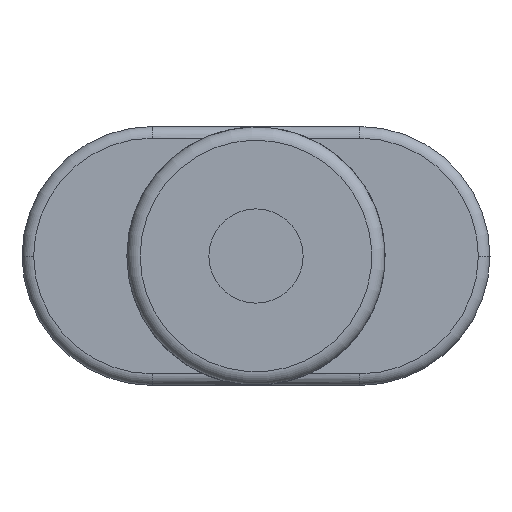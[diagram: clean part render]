
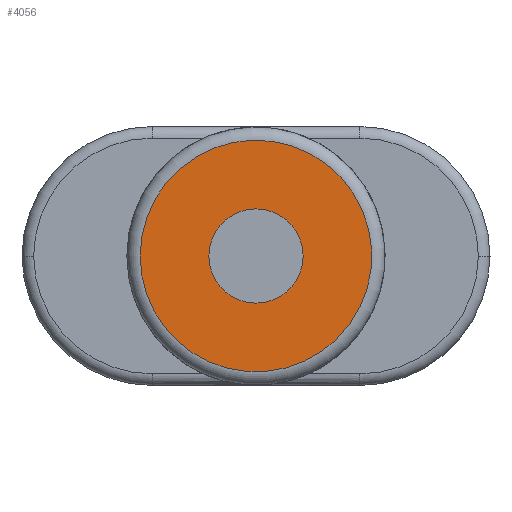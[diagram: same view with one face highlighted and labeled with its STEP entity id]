
A CAD part, left-side view. The second image highlights one B-rep face of the part: STEP entity #4056.
In plain terms, the highlighted planar face has unit normal (-1, 0, 0).
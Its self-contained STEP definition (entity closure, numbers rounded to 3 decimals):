
#234=FACE_BOUND('',#1359,.T.);
#1084=FACE_OUTER_BOUND('',#1358,.T.);
#1358=EDGE_LOOP('',(#2874,#2875));
#1359=EDGE_LOOP('',(#2876));
#1634=CIRCLE('',#4710,1.22);
#1635=CIRCLE('',#4712,2.997);
#1639=CIRCLE('',#4716,2.997);
#1820=VERTEX_POINT('',#6682);
#1821=VERTEX_POINT('',#6686);
#1822=VERTEX_POINT('',#6687);
#2210=EDGE_CURVE('',#1820,#1820,#1634,.T.);
#2211=EDGE_CURVE('',#1821,#1822,#1635,.T.);
#2215=EDGE_CURVE('',#1822,#1821,#1639,.T.);
#2874=ORIENTED_EDGE('',*,*,#2211,.F.);
#2875=ORIENTED_EDGE('',*,*,#2215,.F.);
#2876=ORIENTED_EDGE('',*,*,#2210,.T.);
#3735=PLANE('',#4721);
#4056=ADVANCED_FACE('',(#1084,#234),#3735,.T.);
#4710=AXIS2_PLACEMENT_3D('',#6684,#5387,#5388);
#4712=AXIS2_PLACEMENT_3D('',#6688,#5391,#5392);
#4716=AXIS2_PLACEMENT_3D('',#6694,#5399,#5400);
#4721=AXIS2_PLACEMENT_3D('',#6737,#5410,#5411);
#5387=DIRECTION('center_axis',(1.,0.,0.));
#5388=DIRECTION('ref_axis',(0.,-1.,0.));
#5391=DIRECTION('center_axis',(1.,0.,0.));
#5392=DIRECTION('ref_axis',(0.,-0.409,0.912));
#5399=DIRECTION('center_axis',(1.,0.,0.));
#5400=DIRECTION('ref_axis',(0.,-0.409,0.912));
#5410=DIRECTION('center_axis',(-1.,0.,0.));
#5411=DIRECTION('ref_axis',(0.,-1.,0.));
#6682=CARTESIAN_POINT('',(-31.015,-1.692,11.26));
#6684=CARTESIAN_POINT('Origin',(-31.015,-2.911,11.26));
#6686=CARTESIAN_POINT('',(-31.015,-1.685,8.525));
#6687=CARTESIAN_POINT('',(-31.015,0.086,11.26));
#6688=CARTESIAN_POINT('Origin',(-31.015,-2.911,11.26));
#6694=CARTESIAN_POINT('Origin',(-31.015,-2.911,11.26));
#6737=CARTESIAN_POINT('Origin',(-31.015,-2.912,11.26));
